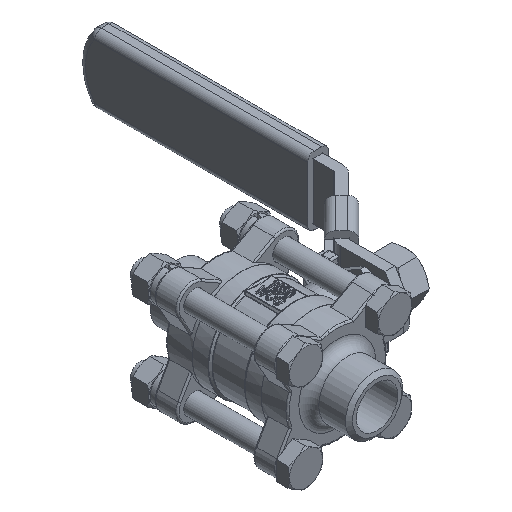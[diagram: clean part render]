
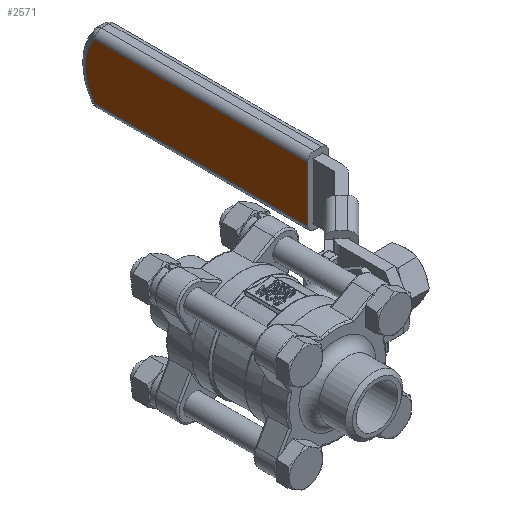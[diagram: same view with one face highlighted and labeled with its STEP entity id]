
A CAD part, isometric view. The second image highlights one B-rep face of the part: STEP entity #2571.
In plain terms, the highlighted face is planar.
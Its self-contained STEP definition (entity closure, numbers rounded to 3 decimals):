
#2571=ADVANCED_FACE('',(#5844),#5845,.F.);
#5844=FACE_OUTER_BOUND('',#10044,.T.);
#5845=PLANE('',#10045);
#10044=EDGE_LOOP('',(#20884,#20885,#20886,#20887));
#10045=AXIS2_PLACEMENT_3D('',#20888,#20889,#20890);
#20884=ORIENTED_EDGE('',*,*,#31098,.F.);
#20885=ORIENTED_EDGE('',*,*,#31137,.T.);
#20886=ORIENTED_EDGE('',*,*,#31125,.T.);
#20887=ORIENTED_EDGE('',*,*,#31121,.T.);
#20888=CARTESIAN_POINT('',(19.9,0.,122.1));
#20889=DIRECTION('',(0.0,0.0,1.0));
#20890=DIRECTION('',(1.0,0.0,0.0));
#31098=EDGE_CURVE('',#36380,#36382,#36383,.T.);
#31121=EDGE_CURVE('',#36409,#36382,#36417,.F.);
#31125=EDGE_CURVE('',#36419,#36409,#36422,.F.);
#31137=EDGE_CURVE('',#36380,#36419,#36434,.F.);
#36380=VERTEX_POINT('',#45348);
#36382=VERTEX_POINT('',#45350);
#36383=LINE('',#45351,#45352);
#36409=VERTEX_POINT('',#45387);
#36417=LINE('',#45395,#45396);
#36419=VERTEX_POINT('',#45398);
#36422=CIRCLE('',#45401,13.8);
#36434=LINE('',#45415,#45416);
#45348=CARTESIAN_POINT('',(-33.3,8.3,122.1));
#45350=CARTESIAN_POINT('',(-33.3,-8.3,122.1));
#45351=CARTESIAN_POINT('',(-33.3,10.3,122.1));
#45352=VECTOR('',#56311,1.0);
#45387=CARTESIAN_POINT('',(30.925,-8.3,122.1));
#45395=CARTESIAN_POINT('',(19.9,-8.3,122.1));
#45396=VECTOR('',#56345,1.0);
#45398=CARTESIAN_POINT('',(30.925,8.3,122.1));
#45401=AXIS2_PLACEMENT_3D('',#56352,#56353,#56354);
#45415=CARTESIAN_POINT('',(19.9,8.3,122.1));
#45416=VECTOR('',#56369,1.0);
#56311=DIRECTION('',(0.,-1.0,0.0));
#56345=DIRECTION('',(1.0,0.0,0.0));
#56352=CARTESIAN_POINT('',(19.9,0.,122.1));
#56353=DIRECTION('',(0.0,0.0,1.0));
#56354=DIRECTION('',(1.0,0.0,0.0));
#56369=DIRECTION('',(-1.0,0.0,0.0));
